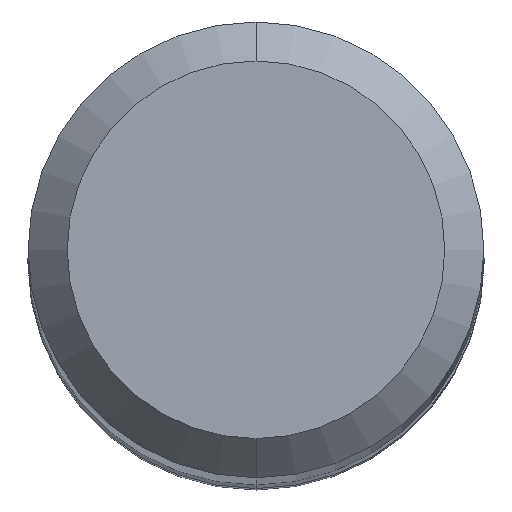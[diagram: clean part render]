
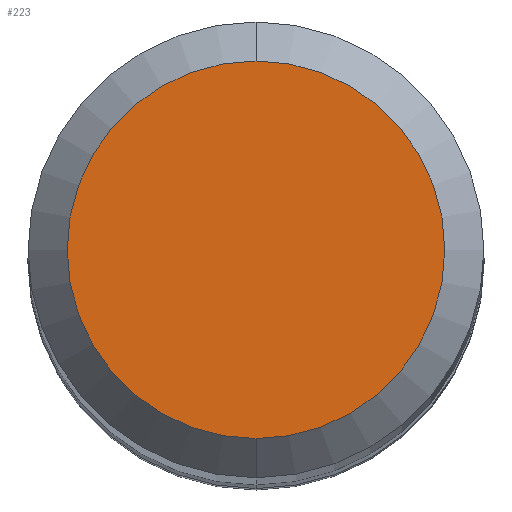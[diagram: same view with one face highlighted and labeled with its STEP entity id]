
A CAD part, top view. The second image highlights one B-rep face of the part: STEP entity #223.
In plain terms, the highlighted planar face has unit normal (0, 0, 1).
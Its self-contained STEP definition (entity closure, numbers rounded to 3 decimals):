
#191=EDGE_CURVE('',#337,#215,#432,.T.);
#215=VERTEX_POINT('',#460);
#223=ADVANCED_FACE('',(#469),#470,.T.);
#291=EDGE_CURVE('',#215,#337,#545,.T.);
#337=VERTEX_POINT('',#594);
#432=CIRCLE('',#697,1.45);
#460=CARTESIAN_POINT('',(0.,-1.45,0.0));
#469=FACE_OUTER_BOUND('',#743,.T.);
#470=PLANE('',#744);
#545=CIRCLE('',#845,1.45);
#594=CARTESIAN_POINT('',(0.0,1.45,0.0));
#697=AXIS2_PLACEMENT_3D('',#1025,#1026,#1027);
#743=EDGE_LOOP('',(#1086,#1087));
#744=AXIS2_PLACEMENT_3D('',#1088,#1089,#1090);
#845=AXIS2_PLACEMENT_3D('',#1169,#1170,#1171);
#1025=CARTESIAN_POINT('',(0.0,0.0,0.0));
#1026=DIRECTION('',(0.0,0.0,-1.0));
#1027=DIRECTION('',(0.0,1.0,0.0));
#1086=ORIENTED_EDGE('',*,*,#191,.F.);
#1087=ORIENTED_EDGE('',*,*,#291,.F.);
#1088=CARTESIAN_POINT('',(0.0,0.725,0.0));
#1089=DIRECTION('',(-0.0,0.0,1.0));
#1090=DIRECTION('',(0.0,-1.0,0.0));
#1169=CARTESIAN_POINT('',(0.0,0.0,0.0));
#1170=DIRECTION('',(0.0,0.0,-1.0));
#1171=DIRECTION('',(0.0,1.0,0.0));
